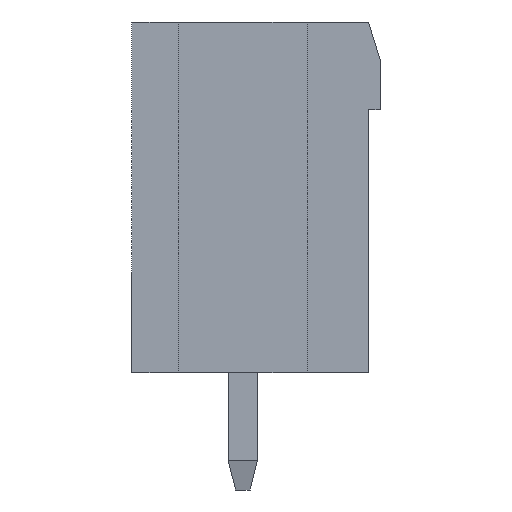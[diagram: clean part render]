
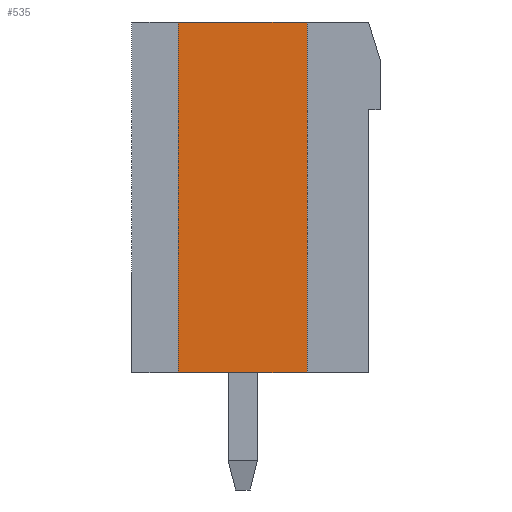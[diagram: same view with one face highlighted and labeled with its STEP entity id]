
A CAD part, left-side view. The second image highlights one B-rep face of the part: STEP entity #535.
In plain terms, the highlighted planar face has unit normal (-1, 0, 0).
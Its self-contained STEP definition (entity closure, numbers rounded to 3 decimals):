
#535 = ADVANCED_FACE( '', ( #1249 ), #1250, .T. );
#1249 = FACE_OUTER_BOUND( '', #2210, .T. );
#1250 = PLANE( '', #2211 );
#2210 = EDGE_LOOP( '', ( #3401, #3402, #3403, #3404 ) );
#2211 = AXIS2_PLACEMENT_3D( '', #3405, #3406, #3407 );
#3401 = ORIENTED_EDGE( '', *, *, #6096, .T. );
#3402 = ORIENTED_EDGE( '', *, *, #6097, .F. );
#3403 = ORIENTED_EDGE( '', *, *, #6098, .F. );
#3404 = ORIENTED_EDGE( '', *, *, #6099, .F. );
#3405 = CARTESIAN_POINT( '', ( -27.75, 2.45, -52.189 ) );
#3406 = DIRECTION( '', ( -1., 0., 0. ) );
#3407 = DIRECTION( '', ( 0., 0., 1. ) );
#6096 = EDGE_CURVE( '', #7388, #7389, #7390, .T. );
#6097 = EDGE_CURVE( '', #7391, #7389, #7392, .T. );
#6098 = EDGE_CURVE( '', #7393, #7391, #7394, .T. );
#6099 = EDGE_CURVE( '', #7388, #7393, #7395, .T. );
#7388 = VERTEX_POINT( '', #9272 );
#7389 = VERTEX_POINT( '', #9273 );
#7390 = LINE( '', #9274, #9275 );
#7391 = VERTEX_POINT( '', #9276 );
#7392 = LINE( '', #9277, #9278 );
#7393 = VERTEX_POINT( '', #9279 );
#7394 = LINE( '', #9280, #9281 );
#7395 = LINE( '', #9282, #9283 );
#9272 = CARTESIAN_POINT( '', ( -27.75, -1.95, -6. ) );
#9273 = CARTESIAN_POINT( '', ( -27.75, -1.95, 6. ) );
#9274 = CARTESIAN_POINT( '', ( -27.75, -1.95, -52.189 ) );
#9275 = VECTOR( '', #11536, 1000. );
#9276 = CARTESIAN_POINT( '', ( -27.75, 2.45, 6. ) );
#9277 = CARTESIAN_POINT( '', ( -27.75, 2.45, 6. ) );
#9278 = VECTOR( '', #11537, 1000. );
#9279 = CARTESIAN_POINT( '', ( -27.75, 2.45, -6. ) );
#9280 = CARTESIAN_POINT( '', ( -27.75, 2.45, -52.189 ) );
#9281 = VECTOR( '', #11538, 1000. );
#9282 = CARTESIAN_POINT( '', ( -27.75, 4.05, -6. ) );
#9283 = VECTOR( '', #11539, 1000. );
#11536 = DIRECTION( '', ( 0., 0., 1. ) );
#11537 = DIRECTION( '', ( 0., -1., 0. ) );
#11538 = DIRECTION( '', ( 0., 0., 1. ) );
#11539 = DIRECTION( '', ( 0., 1., 0. ) );
